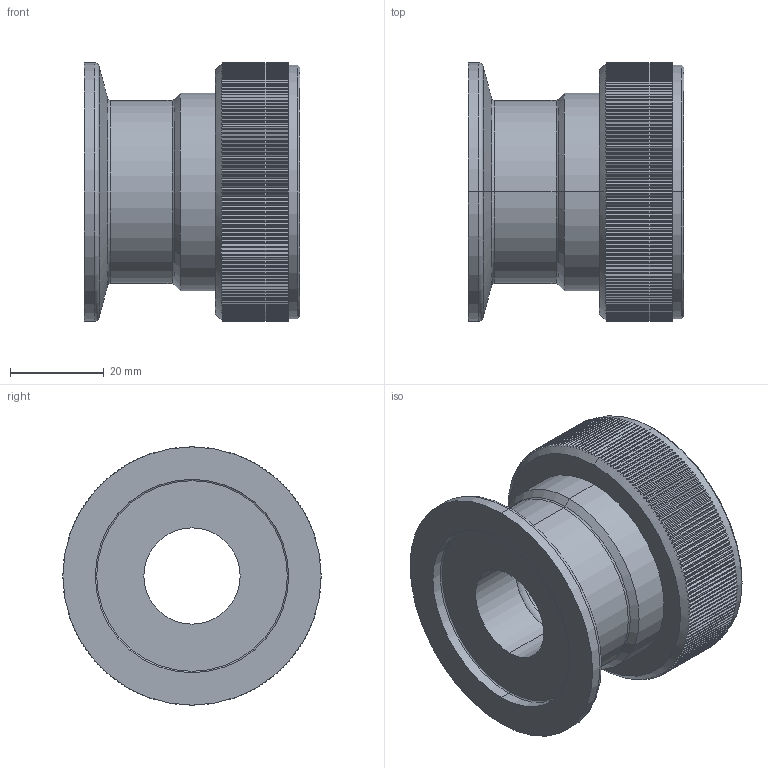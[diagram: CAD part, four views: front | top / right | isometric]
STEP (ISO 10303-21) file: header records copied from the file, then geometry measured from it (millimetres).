
FILE_DESCRIPTION (( 'STEP AP214' ), '1' );
FILE_NAME ('120XQV040-20.stp', '2017-05-08T12:10:17', ( '' ), ( '' ), 'SwSTEP 2.0', 'SolidWorks 2015', '' );
FILE_SCHEMA (( 'AUTOMOTIVE_DESIGN' ));
Length unit declared in the file: millimetre
Products named in the file (1): 120XQV040-20
Bounding box: 46 x 55 x 55 mm (x, y, z)
Volume: 63729.3 mm3; surface area: 19119.8 mm2
Topology: 3 solids, 3 shells, 593 faces, 1724 edges, 1140 vertices
Faces by surface type: plane 369, cylinder 200, torus 16, cone 8
Entity records: 26497 total; most frequent: CARTESIAN_POINT 4538, ORIENTED_EDGE 3448, DIRECTION 2988, EDGE_CURVE 1724, VERTEX_POINT 1140, AXIS2_PLACEMENT_3D 1030, LINE 928, VECTOR 928
